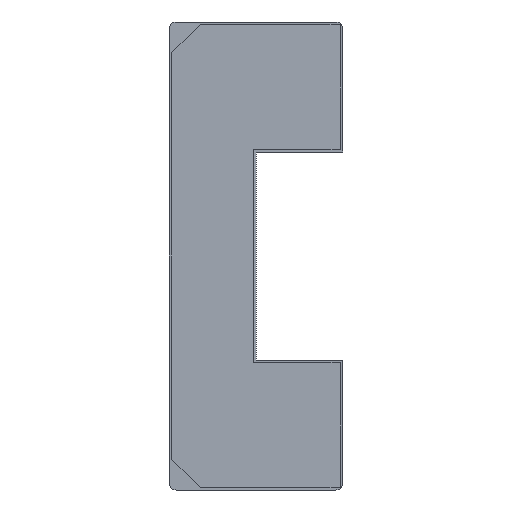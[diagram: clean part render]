
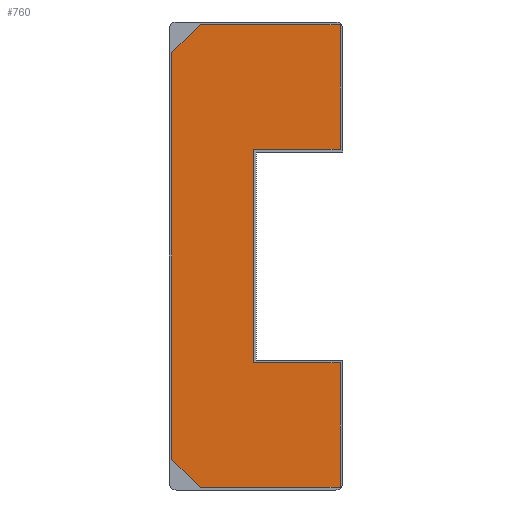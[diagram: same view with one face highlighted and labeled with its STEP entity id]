
A CAD part, left-side view. The second image highlights one B-rep face of the part: STEP entity #760.
In plain terms, the highlighted planar face has unit normal (-1, 0, 0).
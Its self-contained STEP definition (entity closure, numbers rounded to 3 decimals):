
#2 = VECTOR ( 'NONE', #972, 1000. ) ;
#5 = CARTESIAN_POINT ( 'NONE',  ( -22.7, -0.15, 11.724 ) ) ;
#36 = VERTEX_POINT ( 'NONE', #1274 ) ;
#43 = LINE ( 'NONE', #494, #1231 ) ;
#88 = ORIENTED_EDGE ( 'NONE', *, *, #189, .T. ) ;
#133 = CARTESIAN_POINT ( 'NONE',  ( -22.7, -9.85, 13.35 ) ) ;
#142 = VECTOR ( 'NONE', #854, 1000. ) ;
#189 = EDGE_CURVE ( 'NONE', #1294, #218, #604, .T. ) ;
#192 = VECTOR ( 'NONE', #526, 1000. ) ;
#218 = VERTEX_POINT ( 'NONE', #991 ) ;
#229 = DIRECTION ( 'NONE',  ( 0., 1., 0. ) ) ;
#237 = EDGE_CURVE ( 'NONE', #218, #1453, #1518, .T. ) ;
#255 = ORIENTED_EDGE ( 'NONE', *, *, #295, .T. ) ;
#264 = CARTESIAN_POINT ( 'NONE',  ( -22.7, -0.15, 11.724 ) ) ;
#289 = DIRECTION ( 'NONE',  ( 0., -1., 0. ) ) ;
#293 = VERTEX_POINT ( 'NONE', #1360 ) ;
#295 = EDGE_CURVE ( 'NONE', #1453, #293, #946, .T. ) ;
#305 = FACE_OUTER_BOUND ( 'NONE', #1155, .T. ) ;
#342 = CARTESIAN_POINT ( 'NONE',  ( -22.7, -4.85, -6.15 ) ) ;
#350 = DIRECTION ( 'NONE',  ( 0., 0., 1. ) ) ;
#374 = DIRECTION ( 'NONE',  ( 0., 0., -1. ) ) ;
#385 = DIRECTION ( 'NONE',  ( 0., -1., 0. ) ) ;
#386 = CARTESIAN_POINT ( 'NONE',  ( -22.7, -1.776, 13.35 ) ) ;
#439 = CARTESIAN_POINT ( 'NONE',  ( -22.7, -9.85, -13.35 ) ) ;
#467 = VERTEX_POINT ( 'NONE', #1192 ) ;
#472 = VECTOR ( 'NONE', #350, 1000. ) ;
#490 = VECTOR ( 'NONE', #374, 1000. ) ;
#494 = CARTESIAN_POINT ( 'NONE',  ( -22.7, -9.85, -6.15 ) ) ;
#519 = DIRECTION ( 'NONE',  ( 0., 0., 1. ) ) ;
#526 = DIRECTION ( 'NONE',  ( 0., 1., 0. ) ) ;
#527 = CARTESIAN_POINT ( 'NONE',  ( -22.7, -1.776, -13.35 ) ) ;
#530 = CARTESIAN_POINT ( 'NONE',  ( -22.7, -9.85, 13.35 ) ) ;
#532 = CARTESIAN_POINT ( 'NONE',  ( -22.7, -1.776, -13.35 ) ) ;
#558 = VECTOR ( 'NONE', #289, 1000. ) ;
#584 = ORIENTED_EDGE ( 'NONE', *, *, #1337, .T. ) ;
#604 = LINE ( 'NONE', #264, #490 ) ;
#606 = ORIENTED_EDGE ( 'NONE', *, *, #1115, .T. ) ;
#616 = CARTESIAN_POINT ( 'NONE',  ( -22.7, -4.85, 6.15 ) ) ;
#669 = LINE ( 'NONE', #439, #1190 ) ;
#692 = LINE ( 'NONE', #616, #1236 ) ;
#694 = EDGE_CURVE ( 'NONE', #1205, #1294, #1096, .T. ) ;
#713 = ORIENTED_EDGE ( 'NONE', *, *, #1158, .T. ) ;
#722 = CARTESIAN_POINT ( 'NONE',  ( -22.7, -9.85, 6.15 ) ) ;
#760 = ADVANCED_FACE ( 'NONE', ( #305 ), #998, .T. ) ;
#811 = CARTESIAN_POINT ( 'NONE',  ( -22.7, -9.85, 6.15 ) ) ;
#846 = EDGE_CURVE ( 'NONE', #1202, #1205, #1103, .T. ) ;
#854 = DIRECTION ( 'NONE',  ( 0., 0.707, -0.707 ) ) ;
#889 = DIRECTION ( 'NONE',  ( 0., -0.707, -0.707 ) ) ;
#946 = LINE ( 'NONE', #532, #558 ) ;
#952 = EDGE_CURVE ( 'NONE', #293, #467, #669, .T. ) ;
#972 = DIRECTION ( 'NONE',  ( 0., 0., 1. ) ) ;
#990 = ORIENTED_EDGE ( 'NONE', *, *, #694, .T. ) ;
#991 = CARTESIAN_POINT ( 'NONE',  ( -22.7, -0.15, -11.724 ) ) ;
#998 = PLANE ( 'NONE',  #1243 ) ;
#1060 = VERTEX_POINT ( 'NONE', #811 ) ;
#1073 = CARTESIAN_POINT ( 'NONE',  ( -22.7, -1.776, 13.35 ) ) ;
#1094 = ORIENTED_EDGE ( 'NONE', *, *, #952, .T. ) ;
#1096 = LINE ( 'NONE', #386, #142 ) ;
#1099 = LINE ( 'NONE', #342, #472 ) ;
#1103 = LINE ( 'NONE', #530, #192 ) ;
#1115 = EDGE_CURVE ( 'NONE', #1279, #36, #1099, .T. ) ;
#1155 = EDGE_LOOP ( 'NONE', ( #255, #1094, #1183, #606, #584, #713, #1291, #990, #88, #1464 ) ) ;
#1158 = EDGE_CURVE ( 'NONE', #1060, #1202, #1428, .T. ) ;
#1183 = ORIENTED_EDGE ( 'NONE', *, *, #1238, .T. ) ;
#1190 = VECTOR ( 'NONE', #1374, 1000. ) ;
#1192 = CARTESIAN_POINT ( 'NONE',  ( -22.7, -9.85, -6.15 ) ) ;
#1202 = VERTEX_POINT ( 'NONE', #133 ) ;
#1205 = VERTEX_POINT ( 'NONE', #1073 ) ;
#1221 = VECTOR ( 'NONE', #889, 1000. ) ;
#1226 = CARTESIAN_POINT ( 'NONE',  ( -22.7, 0., 0. ) ) ;
#1231 = VECTOR ( 'NONE', #229, 1000. ) ;
#1236 = VECTOR ( 'NONE', #385, 1000. ) ;
#1238 = EDGE_CURVE ( 'NONE', #467, #1279, #43, .T. ) ;
#1243 = AXIS2_PLACEMENT_3D ( 'NONE', #1226, #1465, #519 ) ;
#1274 = CARTESIAN_POINT ( 'NONE',  ( -22.7, -4.85, 6.15 ) ) ;
#1279 = VERTEX_POINT ( 'NONE', #1523 ) ;
#1291 = ORIENTED_EDGE ( 'NONE', *, *, #846, .T. ) ;
#1294 = VERTEX_POINT ( 'NONE', #5 ) ;
#1337 = EDGE_CURVE ( 'NONE', #36, #1060, #692, .T. ) ;
#1360 = CARTESIAN_POINT ( 'NONE',  ( -22.7, -9.85, -13.35 ) ) ;
#1374 = DIRECTION ( 'NONE',  ( 0., 0., 1. ) ) ;
#1428 = LINE ( 'NONE', #722, #2 ) ;
#1453 = VERTEX_POINT ( 'NONE', #527 ) ;
#1464 = ORIENTED_EDGE ( 'NONE', *, *, #237, .T. ) ;
#1465 = DIRECTION ( 'NONE',  ( -1., 0., 0. ) ) ;
#1467 = CARTESIAN_POINT ( 'NONE',  ( -22.7, -1.776, -13.35 ) ) ;
#1518 = LINE ( 'NONE', #1467, #1221 ) ;
#1523 = CARTESIAN_POINT ( 'NONE',  ( -22.7, -4.85, -6.15 ) ) ;
